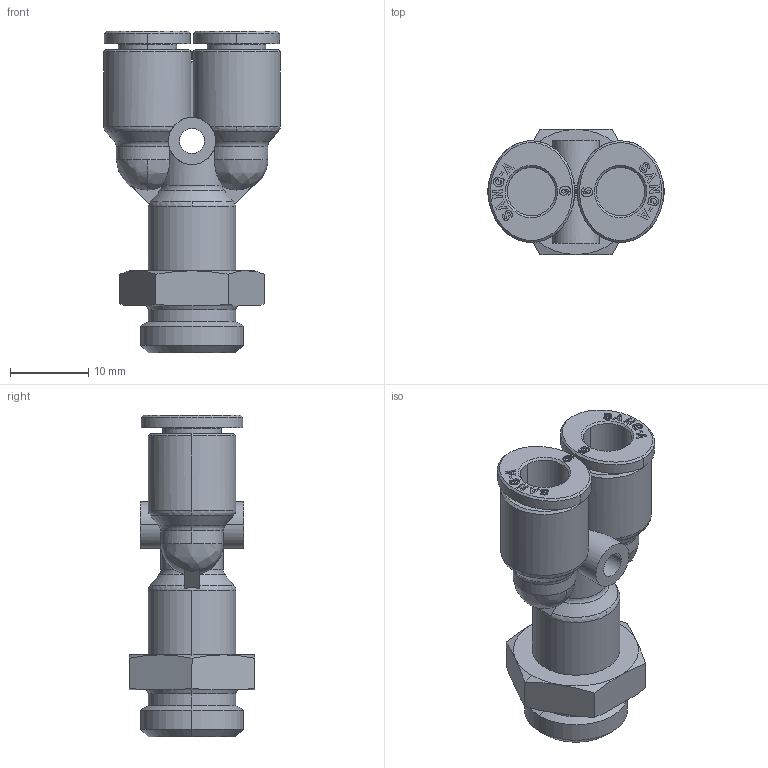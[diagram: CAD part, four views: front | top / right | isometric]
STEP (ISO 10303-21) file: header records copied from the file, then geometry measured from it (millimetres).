
FILE_DESCRIPTION (( 'STEP AP214' ), '1' );
FILE_NAME ('PWT06-G02.stp', '2015-09-24T10:19:56', ( '' ), ( '' ), 'SwSTEP 2.0', 'SolidWorks 2015', '' );
FILE_SCHEMA (( 'AUTOMOTIVE_DESIGN' ));
Length unit declared in the file: millimetre
Products named in the file (2): ｦ+ﾃｦ1; PWT06-G02
Assembly tree (1 placements, depth 2):
  PWT06-G02
    ｦ+ﾃｦ1
Bounding box: 22.6 x 16 x 41.15 mm (x, y, z)
Volume: 4737.6 mm3; surface area: 4073.7 mm2
Topology: 1 solids, 1 shells, 528 faces, 1461 edges, 963 vertices
Faces by surface type: plane 357, bspline 80, cylinder 49, cone 37, torus 5
Entity records: 20535 total; most frequent: CARTESIAN_POINT 6665, ORIENTED_EDGE 2918, DIRECTION 2280, EDGE_CURVE 1459, VECTOR 1052, LINE 1052, VERTEX_POINT 963, AXIS2_PLACEMENT_3D 614
